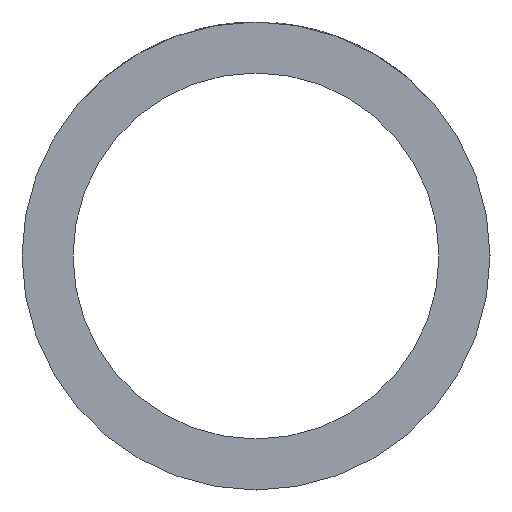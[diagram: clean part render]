
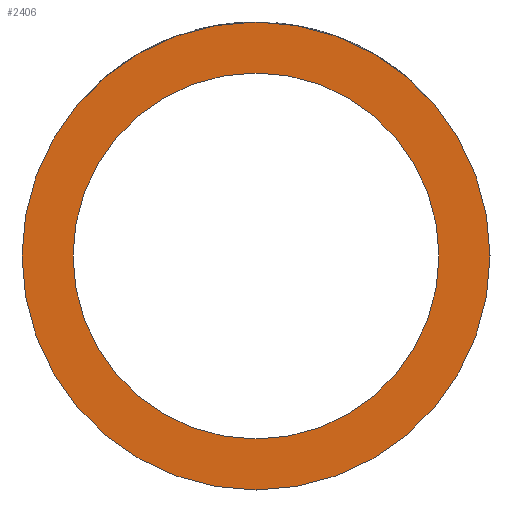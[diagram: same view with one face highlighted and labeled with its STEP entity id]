
A CAD part, front view. The second image highlights one B-rep face of the part: STEP entity #2406.
In plain terms, the highlighted planar face has unit normal (0, -1, 0).
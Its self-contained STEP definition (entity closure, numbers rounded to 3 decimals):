
#7 = CARTESIAN_POINT ( 'NONE',  ( 0., -5., 0. ) ) ;
#26 = DIRECTION ( 'NONE',  ( 0., 0., 1. ) ) ;
#56 = EDGE_CURVE ( 'Defeature ausgef�hrt1_0+Defeature ausgef�hrt1_1+Defeature ausgef�hrt1_1+Defeature ausgef�hrt1_1', #752, #536, #2306, .T. ) ;
#90 = ORIENTED_EDGE ( 'NONE', *, *, #56, .F. ) ;
#145 = CARTESIAN_POINT ( 'NONE',  ( -1.95, -5., 0. ) ) ;
#166 = AXIS2_PLACEMENT_3D ( 'NONE', #1283, #1681, #26 ) ;
#195 = ORIENTED_EDGE ( 'NONE', *, *, #2021, .T. ) ;
#259 = DIRECTION ( 'NONE',  ( 0., 1., 0. ) ) ;
#402 = CARTESIAN_POINT ( 'NONE',  ( 0., -5., 1.95 ) ) ;
#424 = CARTESIAN_POINT ( 'NONE',  ( 0., -5., 0. ) ) ;
#477 = EDGE_LOOP ( 'NONE', ( #908, #90 ) ) ;
#536 = VERTEX_POINT ( 'NONE', #402 ) ;
#567 = FACE_BOUND ( 'NONE', #578, .T. ) ;
#578 = EDGE_LOOP ( 'NONE', ( #1606, #195 ) ) ;
#714 = AXIS2_PLACEMENT_3D ( 'NONE', #7, #259, #2141 ) ;
#731 = CIRCLE ( 'NONE', #916, 1.525 ) ;
#752 = VERTEX_POINT ( 'NONE', #1795 ) ;
#779 = PLANE ( 'NONE',  #1223 ) ;
#877 = CARTESIAN_POINT ( 'NONE',  ( 0., -5., -1.525 ) ) ;
#908 = ORIENTED_EDGE ( 'NONE', *, *, #2025, .F. ) ;
#916 = AXIS2_PLACEMENT_3D ( 'NONE', #424, #2515, #2293 ) ;
#987 = DIRECTION ( 'NONE',  ( 0., 0., -1. ) ) ;
#1223 = AXIS2_PLACEMENT_3D ( 'NONE', #145, #1617, #987 ) ;
#1283 = CARTESIAN_POINT ( 'NONE',  ( 0., -5., 0. ) ) ;
#1284 = AXIS2_PLACEMENT_3D ( 'NONE', #2192, #1393, #2407 ) ;
#1393 = DIRECTION ( 'NONE',  ( 0., 1., 0. ) ) ;
#1441 = VERTEX_POINT ( 'NONE', #2311 ) ;
#1606 = ORIENTED_EDGE ( 'NONE', *, *, #2186, .T. ) ;
#1617 = DIRECTION ( 'NONE',  ( 0., -1., 0. ) ) ;
#1681 = DIRECTION ( 'NONE',  ( 0., 1., 0. ) ) ;
#1795 = CARTESIAN_POINT ( 'NONE',  ( 0., -5., -1.95 ) ) ;
#2001 = VERTEX_POINT ( 'NONE', #877 ) ;
#2021 = EDGE_CURVE ( 'Defeature ausgef�hrt1_1+Defeature ausgef�hrt1_3+Defeature ausgef�hrt1_3+Defeature ausgef�hrt1_3', #2001, #1441, #731, .T. ) ;
#2025 = EDGE_CURVE ( 'Defeature ausgef�hrt1_0+Defeature ausgef�hrt1_1+Defeature ausgef�hrt1_1+Defeature ausgef�hrt1_1', #536, #752, #2040, .T. ) ;
#2040 = CIRCLE ( 'NONE', #714, 1.95 ) ;
#2098 = FACE_OUTER_BOUND ( 'NONE', #477, .T. ) ;
#2141 = DIRECTION ( 'NONE',  ( 0., 0., 1. ) ) ;
#2186 = EDGE_CURVE ( 'Defeature ausgef�hrt1_1+Defeature ausgef�hrt1_3+Defeature ausgef�hrt1_3+Defeature ausgef�hrt1_3', #1441, #2001, #2542, .T. ) ;
#2192 = CARTESIAN_POINT ( 'NONE',  ( 0., -5., 0. ) ) ;
#2293 = DIRECTION ( 'NONE',  ( 0., 0., 1. ) ) ;
#2306 = CIRCLE ( 'NONE', #166, 1.95 ) ;
#2311 = CARTESIAN_POINT ( 'NONE',  ( 0., -5., 1.525 ) ) ;
#2406 = ADVANCED_FACE ( 'Defeature ausgef�hrt1_1', ( #567, #2098 ), #779, .T. ) ;
#2407 = DIRECTION ( 'NONE',  ( 0., 0., 1. ) ) ;
#2515 = DIRECTION ( 'NONE',  ( 0., 1., 0. ) ) ;
#2542 = CIRCLE ( 'NONE', #1284, 1.525 ) ;
